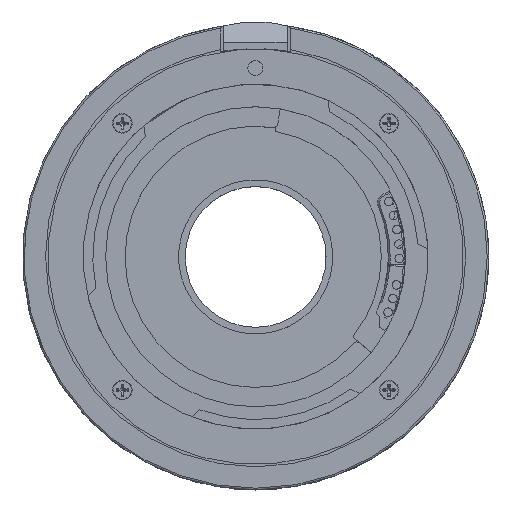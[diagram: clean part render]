
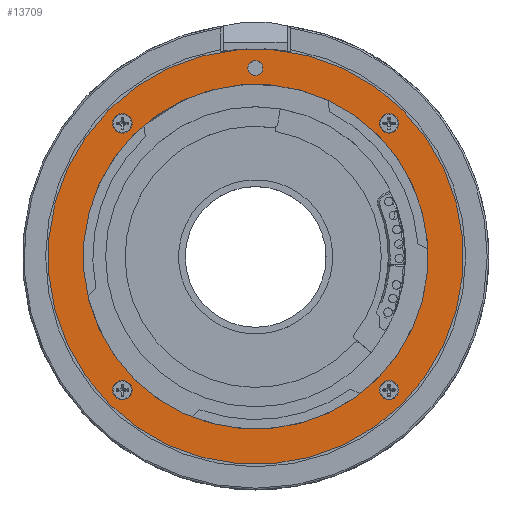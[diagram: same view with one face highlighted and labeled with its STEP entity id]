
A CAD part, top view. The second image highlights one B-rep face of the part: STEP entity #13709.
In plain terms, the highlighted face is planar.
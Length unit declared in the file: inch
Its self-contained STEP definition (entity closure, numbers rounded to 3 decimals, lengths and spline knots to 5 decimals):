
#1379=PLANE('',#14610);
#2448=CIRCLE('',#14550,0.046);
#2450=CIRCLE('',#14553,0.06);
#2453=CIRCLE('',#14559,0.06);
#2456=CIRCLE('',#14565,0.06);
#2459=CIRCLE('',#14571,0.06);
#2463=CIRCLE('',#14580,1.28);
#2477=CIRCLE('',#14609,1.06299);
#3675=VERTEX_POINT('',#29281);
#3676=VERTEX_POINT('',#29283);
#3678=VERTEX_POINT('',#29287);
#3682=VERTEX_POINT('',#29299);
#3686=VERTEX_POINT('',#29311);
#3690=VERTEX_POINT('',#29323);
#3696=VERTEX_POINT('',#29342);
#3724=VERTEX_POINT('',#29425);
#3725=VERTEX_POINT('',#29427);
#7014=EDGE_CURVE('',#3676,#3675,#2448,.T.);
#7015=EDGE_CURVE('',#3675,#3676,#2448,.T.);
#7018=EDGE_CURVE('',#3678,#3678,#2450,.T.);
#7024=EDGE_CURVE('',#3682,#3682,#2453,.T.);
#7030=EDGE_CURVE('',#3686,#3686,#2456,.T.);
#7036=EDGE_CURVE('',#3690,#3690,#2459,.T.);
#7045=EDGE_CURVE('',#3696,#3696,#2463,.T.);
#7087=EDGE_CURVE('',#3725,#3724,#2477,.T.);
#7088=EDGE_CURVE('',#3724,#3725,#2477,.T.);
#10594=ORIENTED_EDGE('',*,*,#7014,.T.);
#10595=ORIENTED_EDGE('',*,*,#7015,.T.);
#10596=ORIENTED_EDGE('',*,*,#7018,.T.);
#10597=ORIENTED_EDGE('',*,*,#7024,.T.);
#10598=ORIENTED_EDGE('',*,*,#7030,.T.);
#10599=ORIENTED_EDGE('',*,*,#7036,.T.);
#10600=ORIENTED_EDGE('',*,*,#7045,.T.);
#10601=ORIENTED_EDGE('',*,*,#7087,.T.);
#10602=ORIENTED_EDGE('',*,*,#7088,.T.);
#12183=EDGE_LOOP('',(#10594,#10595));
#12184=EDGE_LOOP('',(#10596));
#12185=EDGE_LOOP('',(#10597));
#12186=EDGE_LOOP('',(#10598));
#12187=EDGE_LOOP('',(#10599));
#12188=EDGE_LOOP('',(#10600));
#12189=EDGE_LOOP('',(#10601,#10602));
#12969=FACE_BOUND('',#12183,.T.);
#12970=FACE_BOUND('',#12184,.T.);
#12971=FACE_BOUND('',#12185,.T.);
#12972=FACE_BOUND('',#12186,.T.);
#12973=FACE_BOUND('',#12187,.T.);
#12974=FACE_BOUND('',#12188,.T.);
#12975=FACE_BOUND('',#12189,.T.);
#13709=ADVANCED_FACE('',(#12969,#12970,#12971,#12972,#12973,#12974,#12975),
#1379,.T.);
#14550=AXIS2_PLACEMENT_3D('',#29282,#35960,#35961);
#14553=AXIS2_PLACEMENT_3D('',#29289,#35967,#35968);
#14559=AXIS2_PLACEMENT_3D('',#29301,#35980,#35981);
#14565=AXIS2_PLACEMENT_3D('',#29313,#35993,#35994);
#14571=AXIS2_PLACEMENT_3D('',#29325,#36006,#36007);
#14580=AXIS2_PLACEMENT_3D('',#29343,#36025,#36026);
#14609=AXIS2_PLACEMENT_3D('',#29426,#36099,#36100);
#14610=AXIS2_PLACEMENT_3D('',#29428,#36101,$);
#29281=CARTESIAN_POINT('',(1.00661,-0.49338,0.));
#29282=CARTESIAN_POINT('',(1.05261,-0.49338,0.));
#29283=CARTESIAN_POINT('',(1.09861,-0.49338,0.));
#29287=CARTESIAN_POINT('',(1.15239,0.3976,0.));
#29289=CARTESIAN_POINT('',(1.09239,0.3976,0.));
#29299=CARTESIAN_POINT('',(0.4576,-1.09239,0.));
#29301=CARTESIAN_POINT('',(0.3976,-1.09239,0.));
#29311=CARTESIAN_POINT('',(-1.03239,-0.3976,0.));
#29313=CARTESIAN_POINT('',(-1.09239,-0.3976,0.));
#29323=CARTESIAN_POINT('',(-0.3376,1.09239,0.));
#29325=CARTESIAN_POINT('',(-0.3976,1.09239,0.));
#29342=CARTESIAN_POINT('',(-1.28,0.,0.));
#29343=CARTESIAN_POINT('',(0.,0.,0.));
#29425=CARTESIAN_POINT('',(-1.06299,0.,0.));
#29426=CARTESIAN_POINT('',(0.,0.,0.));
#29427=CARTESIAN_POINT('',(1.06299,0.,0.));
#29428=CARTESIAN_POINT('',(0.,0.,0.));
#35960=DIRECTION('',(0.,0.,1.));
#35961=DIRECTION('',(-0.046,0.,0.));
#35967=DIRECTION('',(0.,0.,1.));
#35968=DIRECTION('',(0.06,0.,0.));
#35980=DIRECTION('',(0.,0.,1.));
#35981=DIRECTION('',(0.06,0.,0.));
#35993=DIRECTION('',(0.,0.,1.));
#35994=DIRECTION('',(0.06,0.,0.));
#36006=DIRECTION('',(0.,0.,1.));
#36007=DIRECTION('',(0.06,0.,0.));
#36025=DIRECTION('',(0.,0.,-1.));
#36026=DIRECTION('',(-1.28,0.,0.));
#36099=DIRECTION('',(0.,0.,1.));
#36100=DIRECTION('',(-1.063,0.,0.));
#36101=DIRECTION('',(0.,0.,-1.));
